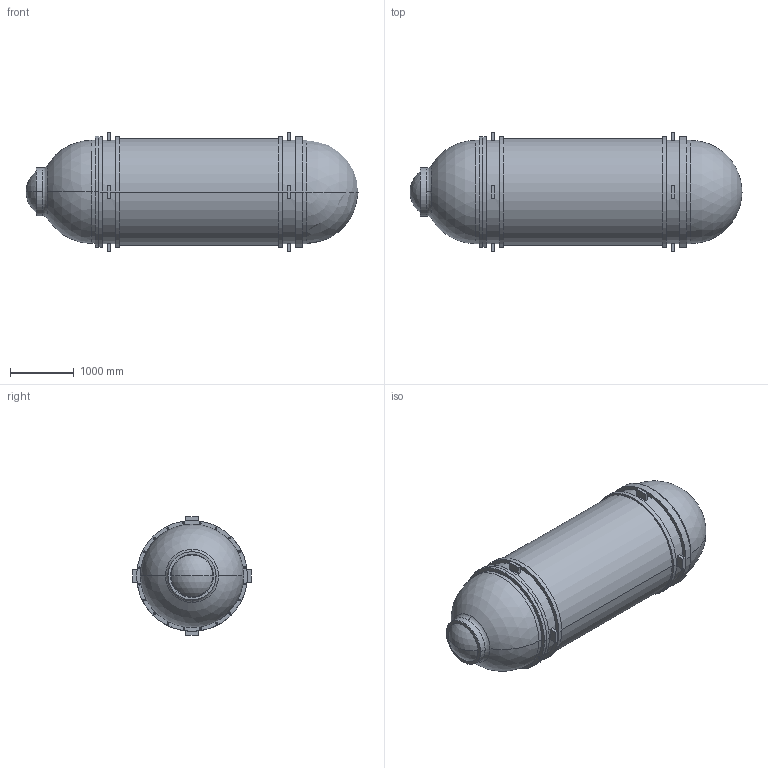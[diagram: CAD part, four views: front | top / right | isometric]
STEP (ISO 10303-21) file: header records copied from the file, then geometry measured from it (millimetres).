
FILE_DESCRIPTION (( 'STEP AP214' ), '1' );
FILE_NAME ('qianshui.STEP', '2024-12-04T02:22:22', ( '' ), ( '' ), 'SwSTEP 2.0', 'SolidWorks 2020', '' );
FILE_SCHEMA (( 'AUTOMOTIVE_DESIGN' ));
Length unit declared in the file: millimetre
Products named in the file (6): qianshui; zhgneti; window; qian; 1; tan
Assembly tree (5 placements, depth 2):
  qianshui
    qian
    1
    tan
    zhgneti
    window
Bounding box: 5208.95 x 1860 x 1860 mm (x, y, z)
Volume: 2780806947.9 mm3; surface area: 57176389.2 mm2
Topology: 5 solids, 5 shells, 201 faces, 515 edges, 336 vertices
Faces by surface type: cylinder 124, plane 61, sphere 10, cone 4, torus 2
Entity records: 6781 total; most frequent: DIRECTION 1220, CARTESIAN_POINT 1050, ORIENTED_EDGE 1014, EDGE_CURVE 507, AXIS2_PLACEMENT_3D 504, VERTEX_POINT 334, EDGE_LOOP 305, CIRCLE 295
